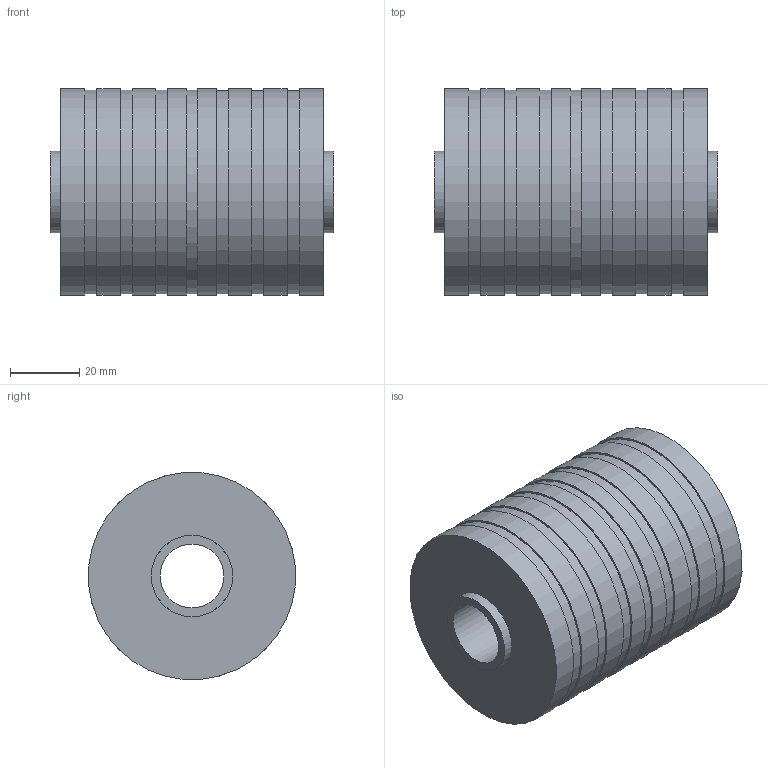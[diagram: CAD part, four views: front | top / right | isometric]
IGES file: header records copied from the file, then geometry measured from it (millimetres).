
Global section: file name: No Iges File Name specified; native system: AutoDesk Inventor R10; preprocessor: AutoDesk Inventor Iges Exporter R10; author: No Author specified; organization: No Organization specified; date: 20060412.122154; units: millimetre
Bounding box: 82 x 59.82 x 59.82 mm (x, y, z)
Volume: 76731.4 mm3; surface area: 96378.6 mm2
Topology: 5 solids, 5 shells, 60 faces, 90 edges, 60 vertices
Faces by surface type: plane 30, cylinder 21, revolution 9
Full cylindrical faces by diameter (mm): 23.5 x2, 26.599 x2, 57 x2, 59 x7, 60 x8
